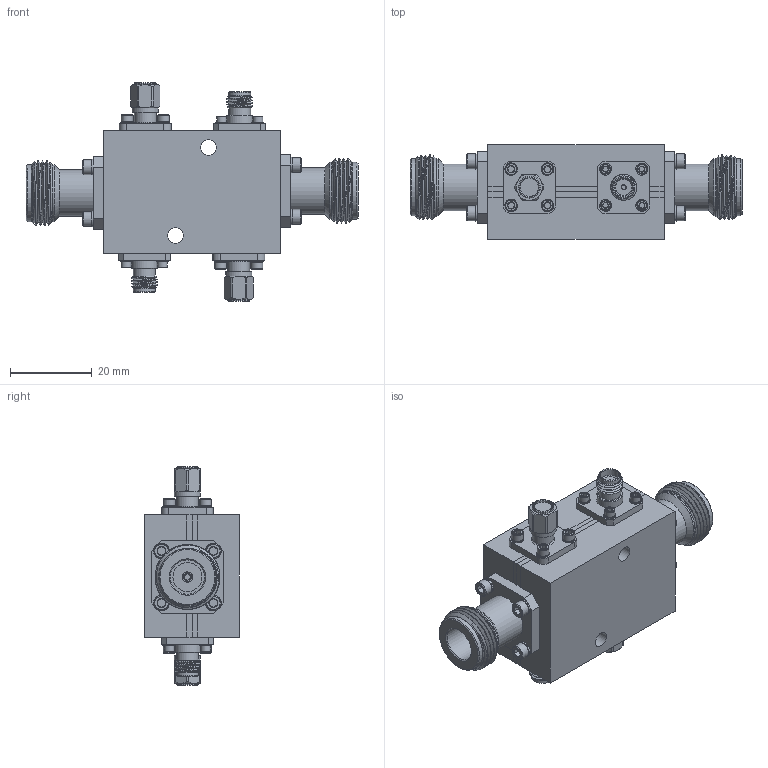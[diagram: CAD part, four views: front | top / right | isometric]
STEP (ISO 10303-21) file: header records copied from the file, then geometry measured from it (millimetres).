
FILE_DESCRIPTION (( 'STEP AP203' ), '1' );
FILE_NAME ('PE2CP1019 ¦ FMCP1019.step', '2020-03-06T19:34:29', ( '' ), ( '' ), 'SwSTEP 2.0', 'SolidWorks 2018', '' );
FILE_SCHEMA (( 'CONFIG_CONTROL_DESIGN' ));
Length unit declared in the file: inch
Products named in the file (1): PE2CP1019 ｦ FMCP1019
Bounding box: 81.29 x 23.16 x 53.59 mm (x, y, z)
Volume: 36687.7 mm3; surface area: 11574.2 mm2
Topology: 1 solids, 13 shells, 1024 faces, 2262 edges, 1383 vertices
Faces by surface type: plane 500, cone 254, cylinder 167, bspline 101, torus 2
Full cylindrical faces by diameter (mm): 0.508 x1, 1.016 x6, 1.27 x4, 1.524 x26, 1.854 x10, 2.438 x8, 2.54 x2, 2.926 x8, 2.946 x8, 3.085 x8, 3.658 x8, 3.81 x2, 3.856 x8, 4.521 x4, 5.08 x2, 5.334 x8, 6.35 x2, 6.396 x2, 7.112 x2, 8.382 x2, 11.431 x2, 13.971 x4
Entity records: 40145 total; most frequent: CARTESIAN_POINT 20292, ORIENTED_EDGE 3862, DIRECTION 3846, EDGE_CURVE 1931, AXIS2_PLACEMENT_3D 1485, EDGE_LOOP 1318, VERTEX_POINT 1263, FACE_OUTER_BOUND 1109
